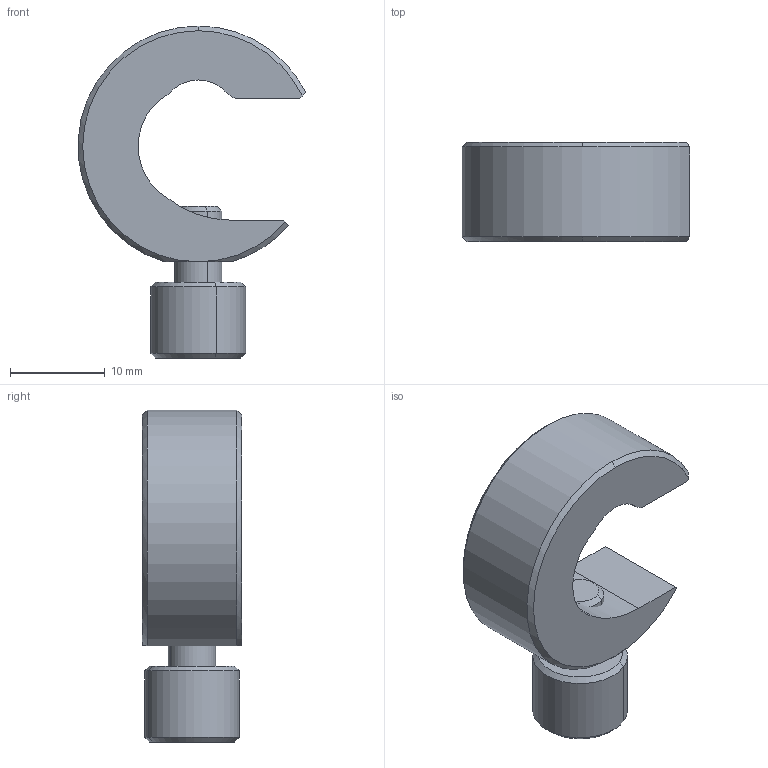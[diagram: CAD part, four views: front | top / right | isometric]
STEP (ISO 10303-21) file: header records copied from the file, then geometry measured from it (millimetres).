
FILE_DESCRIPTION (( 'STEP AP203' ), '1' );
FILE_NAME ('GCM-0322M 俋倛芞.STEP', '2017-08-30T07:08:21', ( 'china' ), ( 'china' ), 'SwSTEP 2.0', 'SolidWorks 2015', '' );
FILE_SCHEMA (( 'CONFIG_CONTROL_DESIGN' ));
Length unit declared in the file: millimetre
Products named in the file (1): GCM-0322M 俋倛芞
Bounding box: 24.04 x 10.5 x 35.05 mm (x, y, z)
Surface area: 2252.8 mm2 (no closed solid volume)
Topology: 0 solids, 2 shells, 49 faces, 116 edges, 71 vertices
Faces by surface type: plane 22, cone 14, cylinder 13
Entity records: 1530 total; most frequent: CARTESIAN_POINT 315, DIRECTION 248, ORIENTED_EDGE 228, EDGE_CURVE 114, AXIS2_PLACEMENT_3D 94, VERTEX_POINT 71, LINE 60, VECTOR 60
